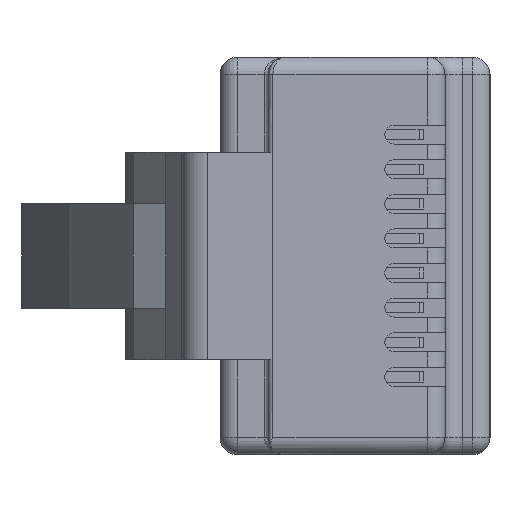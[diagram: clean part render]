
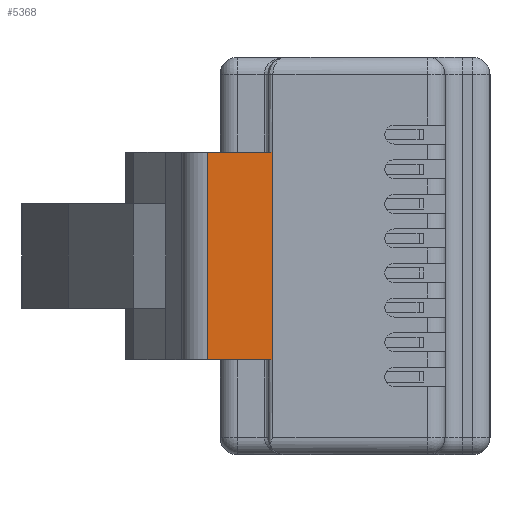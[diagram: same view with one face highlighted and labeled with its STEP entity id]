
A CAD part, left-side view. The second image highlights one B-rep face of the part: STEP entity #5368.
In plain terms, the highlighted face is planar.
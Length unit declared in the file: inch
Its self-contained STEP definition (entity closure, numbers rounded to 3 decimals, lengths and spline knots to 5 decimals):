
#486 = VERTEX_POINT ( 'NONE', #1132 ) ;
#498 = DIRECTION ( 'NONE',  ( -1., 0., 0. ) ) ;
#520 = CARTESIAN_POINT ( 'NONE',  ( 0.12, 0.07, 0.885 ) ) ;
#840 = CARTESIAN_POINT ( 'NONE',  ( 0.12, 0.175, 0.885 ) ) ;
#1063 = CARTESIAN_POINT ( 'NONE',  ( -0.12, 0.145, 0.885 ) ) ;
#1085 = VERTEX_POINT ( 'NONE', #1063 ) ;
#1112 = EDGE_CURVE ( 'NONE', #6513, #2450, #2968, .T. ) ;
#1132 = CARTESIAN_POINT ( 'NONE',  ( 0.12, 0.145, 0.885 ) ) ;
#1241 = CARTESIAN_POINT ( 'NONE',  ( 0.12, 0.175, 0.885 ) ) ;
#1355 = LINE ( 'NONE', #6303, #2641 ) ;
#2247 = CARTESIAN_POINT ( 'NONE',  ( -0.12, 0.07, 0.885 ) ) ;
#2300 = CARTESIAN_POINT ( 'NONE',  ( -0.12, 0.145, 0.885 ) ) ;
#2325 = DIRECTION ( 'NONE',  ( 0., 0., -1. ) ) ;
#2450 = VERTEX_POINT ( 'NONE', #2247 ) ;
#2552 = LINE ( 'NONE', #840, #5400 ) ;
#2641 = VECTOR ( 'NONE', #5781, 39.37008 ) ;
#2968 = LINE ( 'NONE', #520, #5995 ) ;
#3414 = ORIENTED_EDGE ( 'NONE', *, *, #5989, .F. ) ;
#3924 = PLANE ( 'NONE',  #6587 ) ;
#3968 = ORIENTED_EDGE ( 'NONE', *, *, #6404, .T. ) ;
#3996 = ORIENTED_EDGE ( 'NONE', *, *, #4018, .T. ) ;
#4018 = EDGE_CURVE ( 'NONE', #1085, #2450, #1355, .T. ) ;
#4034 = VECTOR ( 'NONE', #4422, 39.37008 ) ;
#4066 = EDGE_LOOP ( 'NONE', ( #3414, #3968, #3996, #4655 ) ) ;
#4422 = DIRECTION ( 'NONE',  ( -1., 0., 0. ) ) ;
#4655 = ORIENTED_EDGE ( 'NONE', *, *, #1112, .F. ) ;
#5368 = ADVANCED_FACE ( 'NONE', ( #6499 ), #3924, .F. ) ;
#5400 = VECTOR ( 'NONE', #6073, 39.37008 ) ;
#5475 = LINE ( 'NONE', #2300, #4034 ) ;
#5665 = CARTESIAN_POINT ( 'NONE',  ( 0.12, 0.07, 0.885 ) ) ;
#5781 = DIRECTION ( 'NONE',  ( 0., -1., 0. ) ) ;
#5989 = EDGE_CURVE ( 'NONE', #486, #6513, #2552, .T. ) ;
#5995 = VECTOR ( 'NONE', #498, 39.37008 ) ;
#6073 = DIRECTION ( 'NONE',  ( 0., -1., 0. ) ) ;
#6092 = DIRECTION ( 'NONE',  ( -1., 0., 0. ) ) ;
#6303 = CARTESIAN_POINT ( 'NONE',  ( -0.12, 0.175, 0.885 ) ) ;
#6404 = EDGE_CURVE ( 'NONE', #486, #1085, #5475, .T. ) ;
#6499 = FACE_OUTER_BOUND ( 'NONE', #4066, .T. ) ;
#6513 = VERTEX_POINT ( 'NONE', #5665 ) ;
#6587 = AXIS2_PLACEMENT_3D ( 'NONE', #1241, #2325, #6092 ) ;
